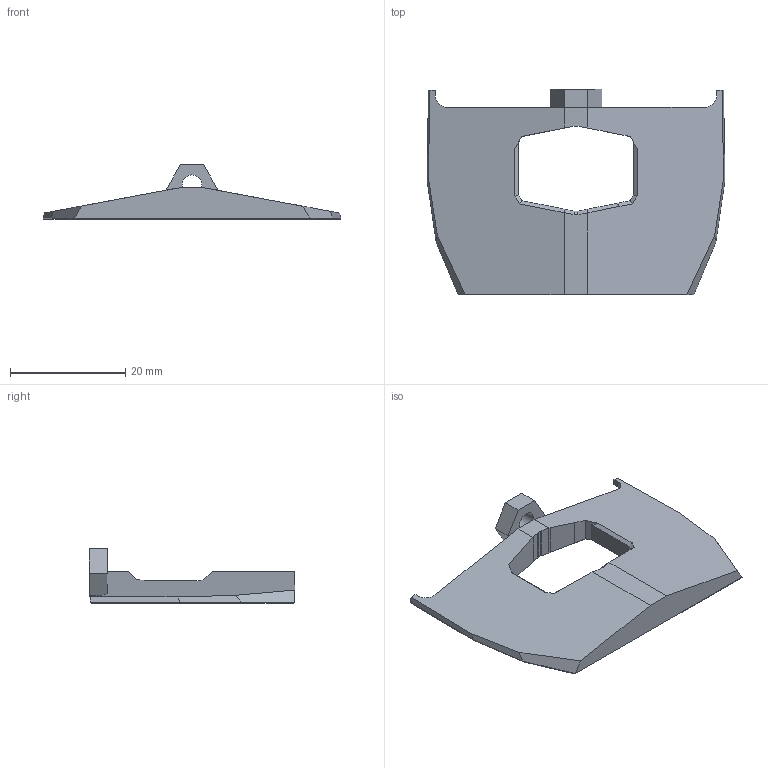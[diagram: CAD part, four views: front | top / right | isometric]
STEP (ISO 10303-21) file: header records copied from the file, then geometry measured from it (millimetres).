
FILE_DESCRIPTION(/* description */ (''),/* implementation_level */ '2;1');
FILE_NAME(/* name */ 'MiniRD_Taichi_Hat v2.step',/* time_stamp */ '2022-05-03T23:30:04-05:00',/* author */ (''),/* organization */ (''),/* preprocessor_version */ 'ST-DEVELOPER v18.1',/* originating_system */ 'Autodesk Translation Framework v10.14.0.1471',/* authorisation */ '');
FILE_SCHEMA (('AUTOMOTIVE_DESIGN { 1 0 10303 214 3 1 1 }'));
Length unit declared in the file: millimetre
Products named in the file (1): MiniRD_Taichi_Hat
Bounding box: 51.69 x 35.64 x 9.47 mm (x, y, z)
Volume: 4515.2 mm3; surface area: 3533.3 mm2
Topology: 1 solids, 1 shells, 112 faces, 291 edges, 179 vertices
Faces by surface type: plane 107, bspline 4, cylinder 1
Full cylindrical faces by diameter (mm): 3.4 x1
Entity records: 3384 total; most frequent: CARTESIAN_POINT 647, ORIENTED_EDGE 582, DIRECTION 511, EDGE_CURVE 291, LINE 281, VECTOR 281, VERTEX_POINT 179, AXIS2_PLACEMENT_3D 115
